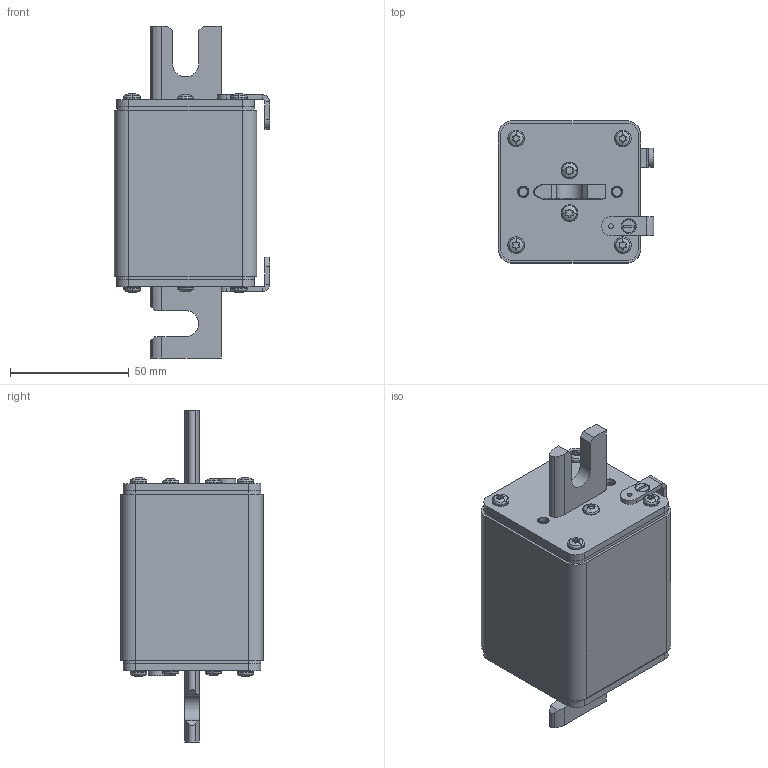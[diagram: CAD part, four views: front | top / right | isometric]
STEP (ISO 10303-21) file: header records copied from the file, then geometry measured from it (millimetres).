
FILE_DESCRIPTION((''),'2;1');
FILE_NAME('004735130_NHS2_110_M_UQ01_1250V_ASM','2025-03-19T13:58:28',('klemen.sitar'),('Audax d.o.o.'),'CREO PARAMETRIC BY PTC INC, 2021304','CREO PARAMETRIC BY PTC INC, 2021304','');
FILE_SCHEMA(('AP242_MANAGED_MODEL_BASED_3D_ENGINEERING_MIM_LF { 1 0 10303 442 1 1 4 }'));
Length unit declared in the file: millimetre
Products named in the file (15): 0000031930_3; 0000030743_1; 0000064274_2; 0000015247_1; 0000033533_1; NOZ_S_ASM_1_ASM; 0000033530_1; NOZ_U_ASM_1_ASM; 0000070275_1; 0000031301_2; 0000011599_1; 0000037877_1; 0000037871_1; 0000037881_1; 004735130_NHS2_110_M_UQ01_1250V_ASM
Assembly tree (32 placements, depth 3):
  004735130_NHS2_110_M_UQ01_1250V_ASM
    0000031930_3
    0000030743_1  x2
    0000064274_2  x2
    NOZ_S_ASM_1_ASM
      0000015247_1
      0000033533_1
    NOZ_U_ASM_1_ASM
      0000015247_1
      0000033530_1
    0000070275_1  x4
    0000031301_2  x8
    0000011599_1  x4
    0000037877_1
    0000037871_1  x2
    0000037881_1  x2
Bounding box: 65.5 x 60 x 140 mm (x, y, z)
Volume: 180682.5 mm3; surface area: 76944.1 mm2
Topology: 30 solids, 56 shells, 1617 faces, 4179 edges, 2636 vertices
Faces by surface type: cylinder 735, plane 666, torus 92, cone 84, sphere 24, bspline 16
Entity records: 24305 total; most frequent: CARTESIAN_POINT 4178, DIRECTION 3183, ORIENTED_EDGE 2888, PRESENTATION_STYLE_ASSIGNMENT 1499, STYLED_ITEM 1496, CURVE_STYLE 1471, EDGE_CURVE 1471, AXIS2_PLACEMENT_3D 1252
